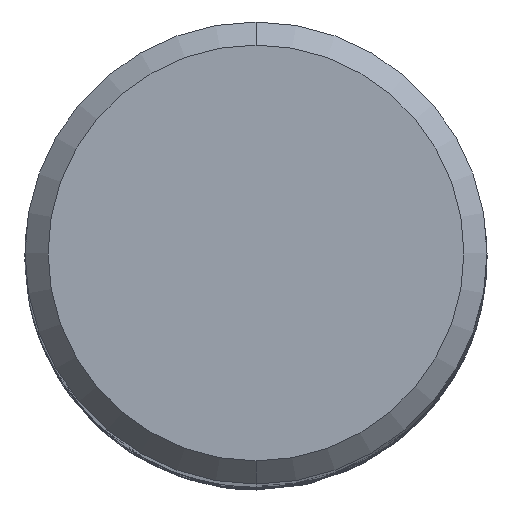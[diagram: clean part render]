
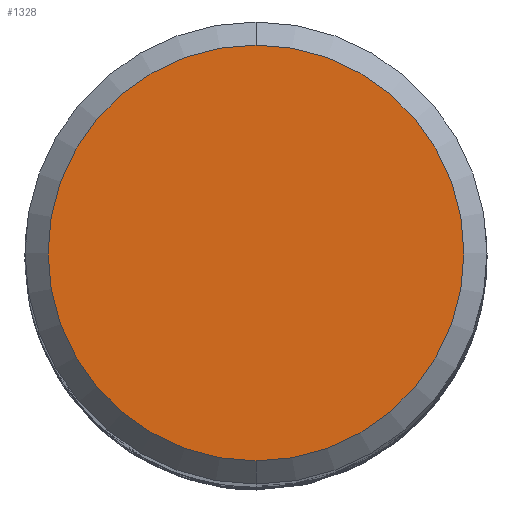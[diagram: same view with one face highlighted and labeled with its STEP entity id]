
A CAD part, top view. The second image highlights one B-rep face of the part: STEP entity #1328.
In plain terms, the highlighted planar face has unit normal (0, 0, 1).
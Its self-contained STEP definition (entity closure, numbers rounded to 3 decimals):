
#734=EDGE_CURVE('',#1522,#874,#1847,.T.);
#874=VERTEX_POINT('',#1998);
#1328=ADVANCED_FACE('',(#2493),#2494,.T.);
#1520=EDGE_CURVE('',#874,#1522,#2706,.T.);
#1522=VERTEX_POINT('',#2708);
#1847=CIRCLE('',#5868,9.0);
#1998=CARTESIAN_POINT('',(0.,-9.0,0.0));
#2493=FACE_OUTER_BOUND('',#14980,.T.);
#2494=PLANE('',#14981);
#2706=CIRCLE('',#16444,9.0);
#2708=CARTESIAN_POINT('',(0.0,9.0,0.0));
#5868=AXIS2_PLACEMENT_3D('',#18592,#18593,#18594);
#14980=EDGE_LOOP('',(#19245,#19246));
#14981=AXIS2_PLACEMENT_3D('',#19247,#19248,#19249);
#16444=AXIS2_PLACEMENT_3D('',#19540,#19541,#19542);
#18592=CARTESIAN_POINT('',(0.0,0.0,0.0));
#18593=DIRECTION('',(0.0,0.0,-1.0));
#18594=DIRECTION('',(0.0,1.0,0.0));
#19245=ORIENTED_EDGE('',*,*,#734,.F.);
#19246=ORIENTED_EDGE('',*,*,#1520,.F.);
#19247=CARTESIAN_POINT('',(0.0,4.5,0.0));
#19248=DIRECTION('',(-0.0,0.0,1.0));
#19249=DIRECTION('',(0.0,-1.0,0.0));
#19540=CARTESIAN_POINT('',(0.0,0.0,0.0));
#19541=DIRECTION('',(0.0,0.0,-1.0));
#19542=DIRECTION('',(0.0,1.0,0.0));
